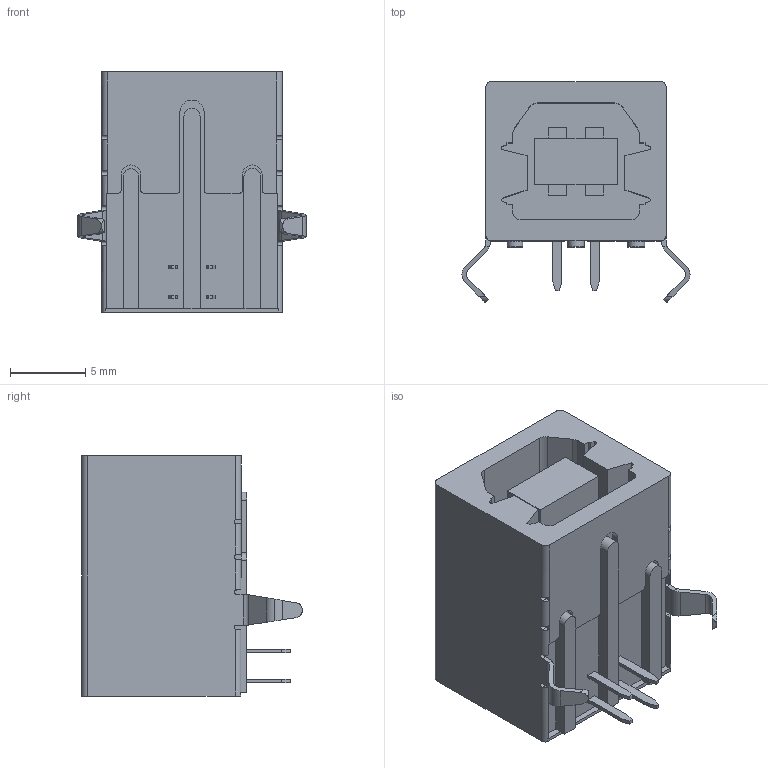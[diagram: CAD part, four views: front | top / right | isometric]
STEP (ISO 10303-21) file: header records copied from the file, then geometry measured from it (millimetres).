
FILE_DESCRIPTION (( 'STEP AP214' ), '1' );
FILE_NAME ('XM7B-0442.STEP', '2023-06-13T14:00:32', ( '' ), ( '' ), 'SwSTEP 2.0', 'SolidWorks 2022', '' );
FILE_SCHEMA (( 'AUTOMOTIVE_DESIGN' ));
Length unit declared in the file: millimetre
Products named in the file (1): XM7B-0442
Bounding box: 15.2 x 14.7 x 16 mm (x, y, z)
Volume: 1414 mm3; surface area: 2006.4 mm2
Topology: 1 solids, 1 shells, 212 faces, 604 edges, 400 vertices
Faces by surface type: plane 156, cylinder 56
Entity records: 7368 total; most frequent: CARTESIAN_POINT 1373, ORIENTED_EDGE 1208, DIRECTION 1068, EDGE_CURVE 604, LINE 462, VECTOR 462, VERTEX_POINT 400, AXIS2_PLACEMENT_3D 303
